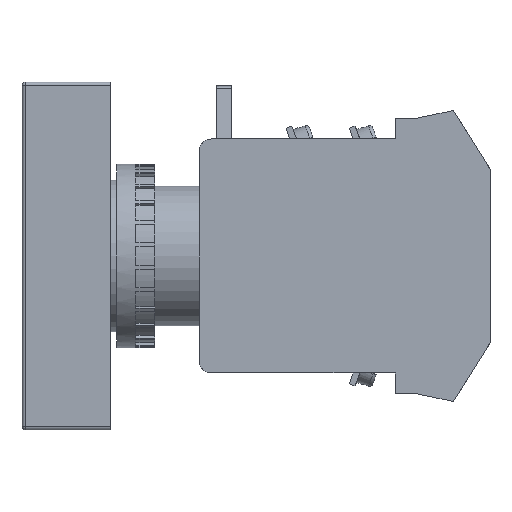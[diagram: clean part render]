
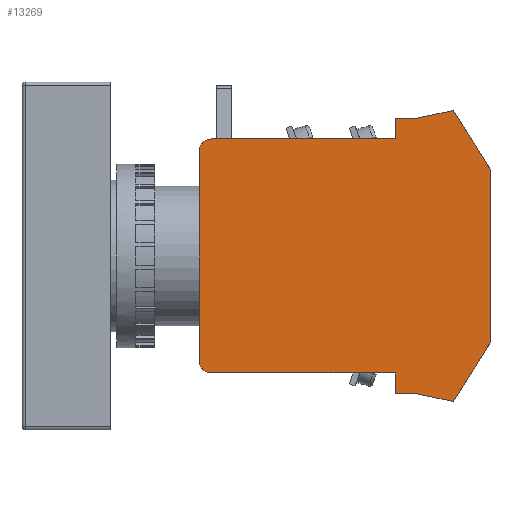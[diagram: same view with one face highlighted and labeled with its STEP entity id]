
A CAD part, left-side view. The second image highlights one B-rep face of the part: STEP entity #13269.
In plain terms, the highlighted planar face has unit normal (-1, 0, 0).
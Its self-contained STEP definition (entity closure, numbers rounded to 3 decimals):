
#243 = VERTEX_POINT ( 'NONE', #5315 ) ;
#245 = ORIENTED_EDGE ( 'NONE', *, *, #10791, .F. ) ;
#267 = DIRECTION ( 'NONE',  ( 1., 0., 0. ) ) ;
#327 = DIRECTION ( 'NONE',  ( 0., -0.531, -0.847 ) ) ;
#337 = VECTOR ( 'NONE', #12424, 1000. ) ;
#356 = CARTESIAN_POINT ( 'NONE',  ( 0., 44., 16.5 ) ) ;
#798 = CARTESIAN_POINT ( 'NONE',  ( 0., 0., -13.75 ) ) ;
#856 = CARTESIAN_POINT ( 'NONE',  ( 0., 15., -18.5 ) ) ;
#1198 = VECTOR ( 'NONE', #9552, 1000. ) ;
#1236 = VERTEX_POINT ( 'NONE', #11704 ) ;
#1239 = CARTESIAN_POINT ( 'NONE',  ( 0., 5.8, 23. ) ) ;
#1353 = DIRECTION ( 'NONE',  ( 0., 0., 1. ) ) ;
#1525 = CARTESIAN_POINT ( 'NONE',  ( 0., 11.8, -21.75 ) ) ;
#1565 = DIRECTION ( 'NONE',  ( -1., 0., 0. ) ) ;
#1843 = ORIENTED_EDGE ( 'NONE', *, *, #4774, .F. ) ;
#1885 = VECTOR ( 'NONE', #2751, 1000. ) ;
#1936 = VECTOR ( 'NONE', #5765, 1000. ) ;
#2281 = LINE ( 'NONE', #4820, #8173 ) ;
#2319 = ORIENTED_EDGE ( 'NONE', *, *, #5676, .F. ) ;
#2326 = VERTEX_POINT ( 'NONE', #6667 ) ;
#2490 = CIRCLE ( 'NONE', #8749, 2. ) ;
#2493 = PLANE ( 'NONE',  #10105 ) ;
#2506 = DIRECTION ( 'NONE',  ( 0., 0., 1. ) ) ;
#2567 = LINE ( 'NONE', #1239, #3579 ) ;
#2593 = CARTESIAN_POINT ( 'NONE',  ( 0., 5.8, -23. ) ) ;
#2751 = DIRECTION ( 'NONE',  ( 0., 0., 1. ) ) ;
#2806 = CARTESIAN_POINT ( 'NONE',  ( 0., 11.8, -21.75 ) ) ;
#3153 = ORIENTED_EDGE ( 'NONE', *, *, #11217, .F. ) ;
#3579 = VECTOR ( 'NONE', #8742, 1000. ) ;
#3711 = DIRECTION ( 'NONE',  ( 0., -1., 0. ) ) ;
#3776 = CARTESIAN_POINT ( 'NONE',  ( 0., 0., -13.75 ) ) ;
#3793 = EDGE_CURVE ( 'NONE', #1236, #5338, #13311, .T. ) ;
#4073 = LINE ( 'NONE', #7212, #1198 ) ;
#4365 = ORIENTED_EDGE ( 'NONE', *, *, #3793, .F. ) ;
#4545 = ORIENTED_EDGE ( 'NONE', *, *, #5867, .F. ) ;
#4587 = VECTOR ( 'NONE', #9418, 1000. ) ;
#4606 = CARTESIAN_POINT ( 'NONE',  ( 0., 15., -21.75 ) ) ;
#4639 = LINE ( 'NONE', #3776, #1936 ) ;
#4762 = LINE ( 'NONE', #10237, #1885 ) ;
#4774 = EDGE_CURVE ( 'NONE', #8292, #2326, #2567, .T. ) ;
#4784 = ORIENTED_EDGE ( 'NONE', *, *, #5679, .F. ) ;
#4820 = CARTESIAN_POINT ( 'NONE',  ( 0., 0., 13.75 ) ) ;
#4842 = VERTEX_POINT ( 'NONE', #7807 ) ;
#5154 = VERTEX_POINT ( 'NONE', #7775 ) ;
#5164 = DIRECTION ( 'NONE',  ( 0., 0., -1. ) ) ;
#5171 = CARTESIAN_POINT ( 'NONE',  ( 0., 15., -18.5 ) ) ;
#5315 = CARTESIAN_POINT ( 'NONE',  ( 0., 5.8, -23. ) ) ;
#5338 = VERTEX_POINT ( 'NONE', #11000 ) ;
#5504 = EDGE_CURVE ( 'NONE', #5154, #4842, #4762, .T. ) ;
#5581 = EDGE_LOOP ( 'NONE', ( #245, #1843, #2319, #6086, #11823, #6564, #4365, #12128, #7129, #7633, #3153, #5861, #4784, #4545 ) ) ;
#5676 = EDGE_CURVE ( 'NONE', #4842, #8292, #4073, .T. ) ;
#5679 = EDGE_CURVE ( 'NONE', #11980, #243, #10880, .T. ) ;
#5737 = CARTESIAN_POINT ( 'NONE',  ( 0., 46., 16.5 ) ) ;
#5765 = DIRECTION ( 'NONE',  ( 0., 0., -1. ) ) ;
#5809 = DIRECTION ( 'NONE',  ( 0., 0., 1. ) ) ;
#5827 = VERTEX_POINT ( 'NONE', #4606 ) ;
#5861 = ORIENTED_EDGE ( 'NONE', *, *, #11225, .F. ) ;
#5867 = EDGE_CURVE ( 'NONE', #13417, #11980, #4639, .T. ) ;
#6086 = ORIENTED_EDGE ( 'NONE', *, *, #5504, .F. ) ;
#6219 = VERTEX_POINT ( 'NONE', #10087 ) ;
#6333 = VECTOR ( 'NONE', #3711, 1000. ) ;
#6405 = CARTESIAN_POINT ( 'NONE',  ( 0., 44., -16.5 ) ) ;
#6535 = CARTESIAN_POINT ( 'NONE',  ( 0., 0., -13.75 ) ) ;
#6564 = ORIENTED_EDGE ( 'NONE', *, *, #12670, .F. ) ;
#6667 = CARTESIAN_POINT ( 'NONE',  ( 0., 5.8, 23. ) ) ;
#6747 = DIRECTION ( 'NONE',  ( 0., 0.979, 0.204 ) ) ;
#6820 = LINE ( 'NONE', #2593, #7808 ) ;
#6840 = CARTESIAN_POINT ( 'NONE',  ( 0., 44., 16.5 ) ) ;
#7129 = ORIENTED_EDGE ( 'NONE', *, *, #8267, .F. ) ;
#7212 = CARTESIAN_POINT ( 'NONE',  ( 0., 11.8, 21.75 ) ) ;
#7301 = LINE ( 'NONE', #12056, #13482 ) ;
#7339 = DIRECTION ( 'NONE',  ( 1., 0., 0. ) ) ;
#7391 = LINE ( 'NONE', #856, #337 ) ;
#7540 = FACE_OUTER_BOUND ( 'NONE', #5581, .T. ) ;
#7633 = ORIENTED_EDGE ( 'NONE', *, *, #11265, .F. ) ;
#7775 = CARTESIAN_POINT ( 'NONE',  ( 0., 15., 18.5 ) ) ;
#7807 = CARTESIAN_POINT ( 'NONE',  ( 0., 15., 21.75 ) ) ;
#7808 = VECTOR ( 'NONE', #6747, 1000. ) ;
#7835 = EDGE_CURVE ( 'NONE', #6219, #1236, #12889, .T. ) ;
#7887 = CARTESIAN_POINT ( 'NONE',  ( 0., 15., 18.5 ) ) ;
#7968 = CARTESIAN_POINT ( 'NONE',  ( 0., 44., 18.5 ) ) ;
#8009 = DIRECTION ( 'NONE',  ( 0., 1., 0. ) ) ;
#8158 = VECTOR ( 'NONE', #8009, 1000. ) ;
#8173 = VECTOR ( 'NONE', #327, 1000. ) ;
#8190 = DIRECTION ( 'NONE',  ( 0., 0., 1. ) ) ;
#8267 = EDGE_CURVE ( 'NONE', #12895, #6219, #7391, .T. ) ;
#8292 = VERTEX_POINT ( 'NONE', #13527 ) ;
#8742 = DIRECTION ( 'NONE',  ( 0., -0.979, 0.204 ) ) ;
#8749 = AXIS2_PLACEMENT_3D ( 'NONE', #356, #267, #2506 ) ;
#9352 = VERTEX_POINT ( 'NONE', #2806 ) ;
#9418 = DIRECTION ( 'NONE',  ( 0., 0.531, -0.847 ) ) ;
#9552 = DIRECTION ( 'NONE',  ( 0., -1., 0. ) ) ;
#9928 = AXIS2_PLACEMENT_3D ( 'NONE', #6405, #7339, #5164 ) ;
#10087 = CARTESIAN_POINT ( 'NONE',  ( 0., 44., -18.5 ) ) ;
#10105 = AXIS2_PLACEMENT_3D ( 'NONE', #6840, #1565, #5809 ) ;
#10144 = LINE ( 'NONE', #1525, #8158 ) ;
#10237 = CARTESIAN_POINT ( 'NONE',  ( 0., 15., 21.75 ) ) ;
#10436 = CARTESIAN_POINT ( 'NONE',  ( 0., 0., 13.75 ) ) ;
#10779 = EDGE_CURVE ( 'NONE', #12637, #5154, #10799, .T. ) ;
#10791 = EDGE_CURVE ( 'NONE', #2326, #13417, #2281, .T. ) ;
#10799 = LINE ( 'NONE', #7887, #6333 ) ;
#10880 = LINE ( 'NONE', #798, #4587 ) ;
#11000 = CARTESIAN_POINT ( 'NONE',  ( 0., 46., 16.5 ) ) ;
#11108 = VECTOR ( 'NONE', #1353, 1000. ) ;
#11217 = EDGE_CURVE ( 'NONE', #9352, #5827, #10144, .T. ) ;
#11225 = EDGE_CURVE ( 'NONE', #243, #9352, #6820, .T. ) ;
#11265 = EDGE_CURVE ( 'NONE', #5827, #12895, #7301, .T. ) ;
#11704 = CARTESIAN_POINT ( 'NONE',  ( 0., 46., -16.5 ) ) ;
#11823 = ORIENTED_EDGE ( 'NONE', *, *, #10779, .F. ) ;
#11980 = VERTEX_POINT ( 'NONE', #6535 ) ;
#12056 = CARTESIAN_POINT ( 'NONE',  ( 0., 15., -21.75 ) ) ;
#12128 = ORIENTED_EDGE ( 'NONE', *, *, #7835, .F. ) ;
#12424 = DIRECTION ( 'NONE',  ( 0., 1., 0. ) ) ;
#12637 = VERTEX_POINT ( 'NONE', #7968 ) ;
#12670 = EDGE_CURVE ( 'NONE', #5338, #12637, #2490, .T. ) ;
#12889 = CIRCLE ( 'NONE', #9928, 2. ) ;
#12895 = VERTEX_POINT ( 'NONE', #5171 ) ;
#13269 = ADVANCED_FACE ( 'NONE', ( #7540 ), #2493, .T. ) ;
#13311 = LINE ( 'NONE', #5737, #11108 ) ;
#13417 = VERTEX_POINT ( 'NONE', #10436 ) ;
#13482 = VECTOR ( 'NONE', #8190, 1000. ) ;
#13527 = CARTESIAN_POINT ( 'NONE',  ( 0., 11.8, 21.75 ) ) ;
